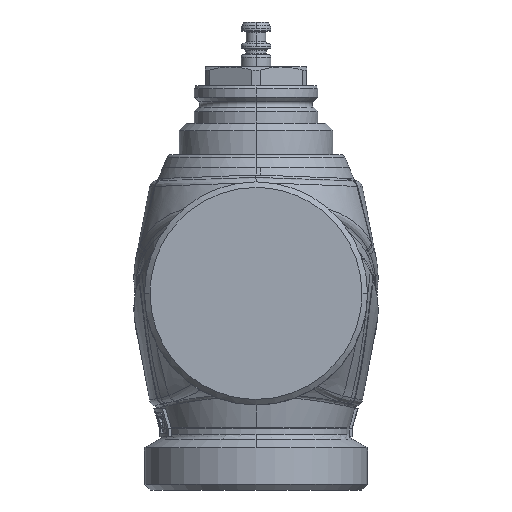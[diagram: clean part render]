
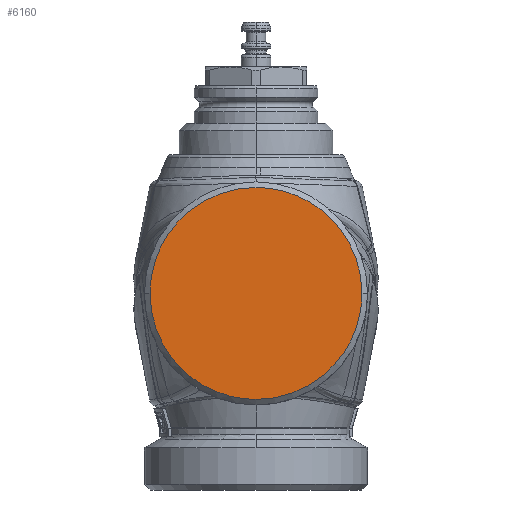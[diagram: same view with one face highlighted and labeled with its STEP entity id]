
A CAD part, left-side view. The second image highlights one B-rep face of the part: STEP entity #6160.
In plain terms, the highlighted planar face has unit normal (-1, 0, 0).
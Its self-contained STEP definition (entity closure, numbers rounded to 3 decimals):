
#6073=CARTESIAN_POINT('Axis2P3D Location',(-52.5,0.,0.)) ;
#6079=CARTESIAN_POINT('Control Point',(-52.5,0.,28.307)) ;
#6080=CARTESIAN_POINT('Control Point',(-52.5,1.533,28.307)) ;
#6081=CARTESIAN_POINT('Control Point',(-52.5,3.066,28.203)) ;
#6082=CARTESIAN_POINT('Control Point',(-52.5,4.59,27.996)) ;
#6083=CARTESIAN_POINT('Control Point',(-52.5,8.653,27.158)) ;
#6084=CARTESIAN_POINT('Control Point',(-52.5,12.514,25.592)) ;
#6085=CARTESIAN_POINT('Control Point',(-52.5,14.821,24.329)) ;
#6086=CARTESIAN_POINT('Control Point',(-52.5,19.102,21.295)) ;
#6087=CARTESIAN_POINT('Control Point',(-52.5,22.582,17.367)) ;
#6088=CARTESIAN_POINT('Control Point',(-52.5,24.087,15.211)) ;
#6089=CARTESIAN_POINT('Control Point',(-52.5,26.355,10.998)) ;
#6090=CARTESIAN_POINT('Control Point',(-52.5,27.696,6.415)) ;
#6091=CARTESIAN_POINT('Control Point',(-52.5,28.103,4.294)) ;
#6092=CARTESIAN_POINT('Control Point',(-52.5,28.307,2.147)) ;
#6093=CARTESIAN_POINT('Control Point',(-52.5,28.307,0.)) ;
#6094=CARTESIAN_POINT('Vertex',(-52.5,0.,28.307)) ;
#6096=CARTESIAN_POINT('Vertex',(-52.5,28.307,0.)) ;
#6100=CARTESIAN_POINT('Control Point',(-52.5,28.307,0.)) ;
#6101=CARTESIAN_POINT('Control Point',(-52.5,28.307,-2.606)) ;
#6102=CARTESIAN_POINT('Control Point',(-52.5,28.007,-5.213)) ;
#6103=CARTESIAN_POINT('Control Point',(-52.5,27.407,-7.773)) ;
#6104=CARTESIAN_POINT('Control Point',(-52.5,25.628,-12.71)) ;
#6105=CARTESIAN_POINT('Control Point',(-52.5,22.775,-17.114)) ;
#6106=CARTESIAN_POINT('Control Point',(-52.5,21.1,-19.141)) ;
#6107=CARTESIAN_POINT('Control Point',(-52.5,17.313,-22.773)) ;
#6108=CARTESIAN_POINT('Control Point',(-52.5,12.8,-25.451)) ;
#6109=CARTESIAN_POINT('Control Point',(-52.5,10.398,-26.522)) ;
#6110=CARTESIAN_POINT('Control Point',(-52.5,6.864,-27.632)) ;
#6111=CARTESIAN_POINT('Control Point',(-52.5,3.217,-28.154)) ;
#6112=CARTESIAN_POINT('Control Point',(-52.5,2.147,-28.256)) ;
#6113=CARTESIAN_POINT('Control Point',(-52.5,1.074,-28.307)) ;
#6114=CARTESIAN_POINT('Control Point',(-52.5,0.,-28.307)) ;
#6115=CARTESIAN_POINT('Vertex',(-52.5,0.,-28.307)) ;
#6119=CARTESIAN_POINT('Control Point',(-52.5,0.,-28.307)) ;
#6120=CARTESIAN_POINT('Control Point',(-52.5,-1.533,-28.307)) ;
#6121=CARTESIAN_POINT('Control Point',(-52.5,-3.066,-28.203)) ;
#6122=CARTESIAN_POINT('Control Point',(-52.5,-4.59,-27.996)) ;
#6123=CARTESIAN_POINT('Control Point',(-52.5,-8.653,-27.158)) ;
#6124=CARTESIAN_POINT('Control Point',(-52.5,-12.514,-25.592)) ;
#6125=CARTESIAN_POINT('Control Point',(-52.5,-14.821,-24.329)) ;
#6126=CARTESIAN_POINT('Control Point',(-52.5,-19.102,-21.295)) ;
#6127=CARTESIAN_POINT('Control Point',(-52.5,-22.582,-17.367)) ;
#6128=CARTESIAN_POINT('Control Point',(-52.5,-24.087,-15.211)) ;
#6129=CARTESIAN_POINT('Control Point',(-52.5,-26.355,-10.998)) ;
#6130=CARTESIAN_POINT('Control Point',(-52.5,-27.696,-6.415)) ;
#6131=CARTESIAN_POINT('Control Point',(-52.5,-28.103,-4.294)) ;
#6132=CARTESIAN_POINT('Control Point',(-52.5,-28.307,-2.147)) ;
#6133=CARTESIAN_POINT('Control Point',(-52.5,-28.307,0.)) ;
#6134=CARTESIAN_POINT('Vertex',(-52.5,-28.307,0.)) ;
#6138=CARTESIAN_POINT('Control Point',(-52.5,-28.307,0.)) ;
#6139=CARTESIAN_POINT('Control Point',(-52.5,-28.307,2.606)) ;
#6140=CARTESIAN_POINT('Control Point',(-52.5,-28.007,5.213)) ;
#6141=CARTESIAN_POINT('Control Point',(-52.5,-27.407,7.773)) ;
#6142=CARTESIAN_POINT('Control Point',(-52.5,-25.628,12.71)) ;
#6143=CARTESIAN_POINT('Control Point',(-52.5,-22.775,17.114)) ;
#6144=CARTESIAN_POINT('Control Point',(-52.5,-21.1,19.141)) ;
#6145=CARTESIAN_POINT('Control Point',(-52.5,-17.313,22.773)) ;
#6146=CARTESIAN_POINT('Control Point',(-52.5,-12.8,25.451)) ;
#6147=CARTESIAN_POINT('Control Point',(-52.5,-10.398,26.522)) ;
#6148=CARTESIAN_POINT('Control Point',(-52.5,-6.864,27.632)) ;
#6149=CARTESIAN_POINT('Control Point',(-52.5,-3.217,28.154)) ;
#6150=CARTESIAN_POINT('Control Point',(-52.5,-2.147,28.256)) ;
#6151=CARTESIAN_POINT('Control Point',(-52.5,-1.074,28.307)) ;
#6152=CARTESIAN_POINT('Control Point',(-52.5,0.,28.307)) ;
#6074=DIRECTION('Axis2P3D Direction',(1.,0.,0.)) ;
#6075=DIRECTION('Axis2P3D XDirection',(0.,1.,0.)) ;
#6076=AXIS2_PLACEMENT_3D('Plane Axis2P3D',#6073,#6074,#6075) ;
#6077=PLANE('',#6076) ;
#6098=EDGE_CURVE('',#6095,#6097,#6078,.T.) ;
#6117=EDGE_CURVE('',#6097,#6116,#6099,.T.) ;
#6136=EDGE_CURVE('',#6116,#6135,#6118,.T.) ;
#6153=EDGE_CURVE('',#6135,#6095,#6137,.T.) ;
#6155=ORIENTED_EDGE('',*,*,#6098,.T.) ;
#6156=ORIENTED_EDGE('',*,*,#6117,.T.) ;
#6157=ORIENTED_EDGE('',*,*,#6136,.T.) ;
#6158=ORIENTED_EDGE('',*,*,#6153,.T.) ;
#6154=EDGE_LOOP('',(#6155,#6156,#6157,#6158)) ;
#6095=VERTEX_POINT('',#6094) ;
#6097=VERTEX_POINT('',#6096) ;
#6116=VERTEX_POINT('',#6115) ;
#6135=VERTEX_POINT('',#6134) ;
#6160=ADVANCED_FACE('PartBody',(#6159),#6077,.F.) ;
#6078=B_SPLINE_CURVE_WITH_KNOTS('',5,(#6079,#6080,#6081,#6082,#6083,#6084,#6085,#6086,#6087,#6088,#6089,#6090,#6091,#6092,#6093),.UNSPECIFIED.,.F.,.U.,(6,3,3,3,6),(62.882,73.721,92.152,110.582,125.764),.UNSPECIFIED.) ;
#6099=B_SPLINE_CURVE_WITH_KNOTS('',5,(#6100,#6101,#6102,#6103,#6104,#6105,#6106,#6107,#6108,#6109,#6110,#6111,#6112,#6113,#6114),.UNSPECIFIED.,.F.,.U.,(6,3,3,3,6),(0.,18.43,36.861,55.291,62.882),.UNSPECIFIED.) ;
#6118=B_SPLINE_CURVE_WITH_KNOTS('',5,(#6119,#6120,#6121,#6122,#6123,#6124,#6125,#6126,#6127,#6128,#6129,#6130,#6131,#6132,#6133),.UNSPECIFIED.,.F.,.U.,(6,3,3,3,6),(62.882,73.721,92.152,110.582,125.764),.UNSPECIFIED.) ;
#6137=B_SPLINE_CURVE_WITH_KNOTS('',5,(#6138,#6139,#6140,#6141,#6142,#6143,#6144,#6145,#6146,#6147,#6148,#6149,#6150,#6151,#6152),.UNSPECIFIED.,.F.,.U.,(6,3,3,3,6),(0.,18.43,36.861,55.291,62.882),.UNSPECIFIED.) ;
#6159=FACE_OUTER_BOUND('',#6154,.T.) ;
